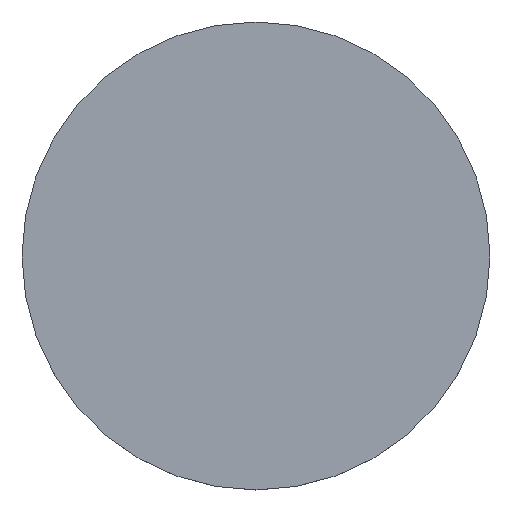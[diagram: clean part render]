
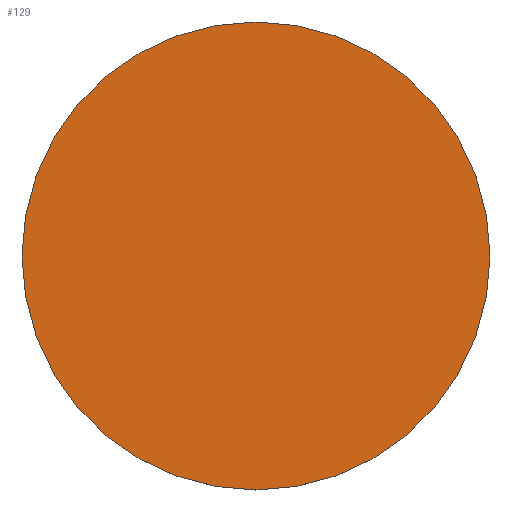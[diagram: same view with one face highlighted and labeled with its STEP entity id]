
A CAD part, top view. The second image highlights one B-rep face of the part: STEP entity #129.
In plain terms, the highlighted planar face has unit normal (0, 0, 1).
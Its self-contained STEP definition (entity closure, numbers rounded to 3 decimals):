
#4 = CARTESIAN_POINT ( 'NONE',  ( 0., 0., 1.1 ) ) ;
#12 = CARTESIAN_POINT ( 'NONE',  ( 12.5, 0., 1.1 ) ) ;
#34 = PLANE ( 'NONE',  #45 ) ;
#42 = DIRECTION ( 'NONE',  ( 1., 0., 0. ) ) ;
#45 = AXIS2_PLACEMENT_3D ( 'NONE', #124, #97, #135 ) ;
#54 = EDGE_LOOP ( 'NONE', ( #132 ) ) ;
#64 = FACE_OUTER_BOUND ( 'NONE', #54, .T. ) ;
#71 = EDGE_CURVE ( 'NONE', #113, #113, #96, .T. ) ;
#73 = AXIS2_PLACEMENT_3D ( 'NONE', #4, #133, #42 ) ;
#96 = CIRCLE ( 'NONE', #73, 12.5 ) ;
#97 = DIRECTION ( 'NONE',  ( 0., 0., 1. ) ) ;
#113 = VERTEX_POINT ( 'NONE', #12 ) ;
#124 = CARTESIAN_POINT ( 'NONE',  ( 0., 0., 1.1 ) ) ;
#129 = ADVANCED_FACE ( 'NONE', ( #64 ), #34, .T. ) ;
#132 = ORIENTED_EDGE ( 'NONE', *, *, #71, .T. ) ;
#133 = DIRECTION ( 'NONE',  ( 0., 0., 1. ) ) ;
#135 = DIRECTION ( 'NONE',  ( 1., 0., 0. ) ) ;
